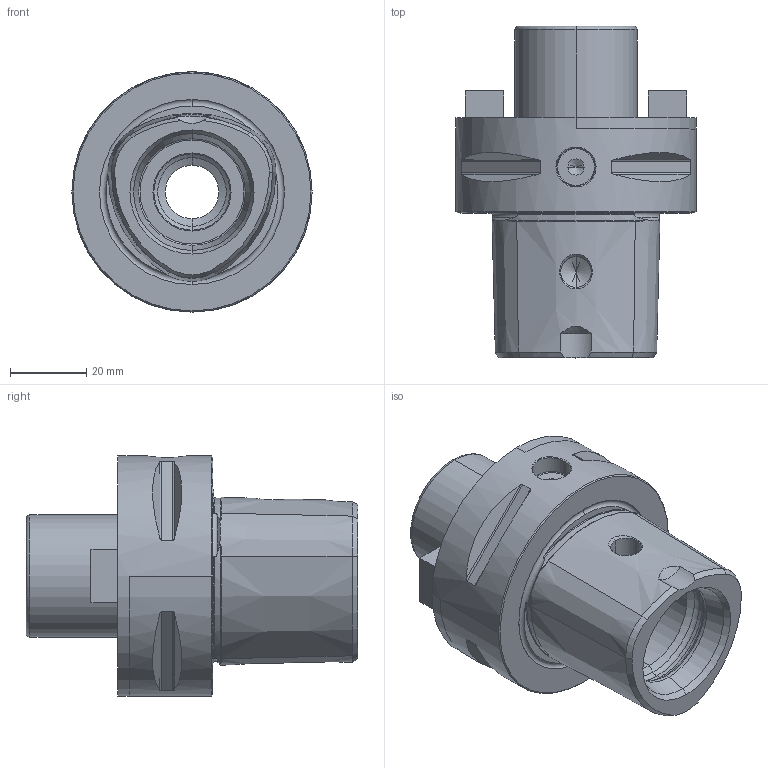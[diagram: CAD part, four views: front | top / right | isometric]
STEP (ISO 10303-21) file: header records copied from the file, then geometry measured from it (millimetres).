
FILE_DESCRIPTION((''),'2;1');
FILE_NAME('CC6-050-32','2011-09-13T',('mei'),(''),'PRO/ENGINEER BY PARAMETRIC TECHNOLOGY CORPORATION, 2010430','PRO/ENGINEER BY PARAMETRIC TECHNOLOGY CORPORATION, 2010430','');
FILE_SCHEMA(('CONFIG_CONTROL_DESIGN'));
Length unit declared in the file: millimetre
Products named in the file (1): CC6-050-32
Bounding box: 63 x 87 x 63 mm (x, y, z)
Volume: 121135.7 mm3; surface area: 27720.4 mm2
Topology: 1 solids, 3 shells, 128 faces, 312 edges, 194 vertices
Faces by surface type: cone 40, cylinder 35, plane 33, torus 18, bspline 2
Entity records: 4498 total; most frequent: CARTESIAN_POINT 1496, DIRECTION 620, ORIENTED_EDGE 606, EDGE_CURVE 308, AXIS2_PLACEMENT_3D 251, VERTEX_POINT 194, EDGE_LOOP 144, FACE_OUTER_BOUND 128
